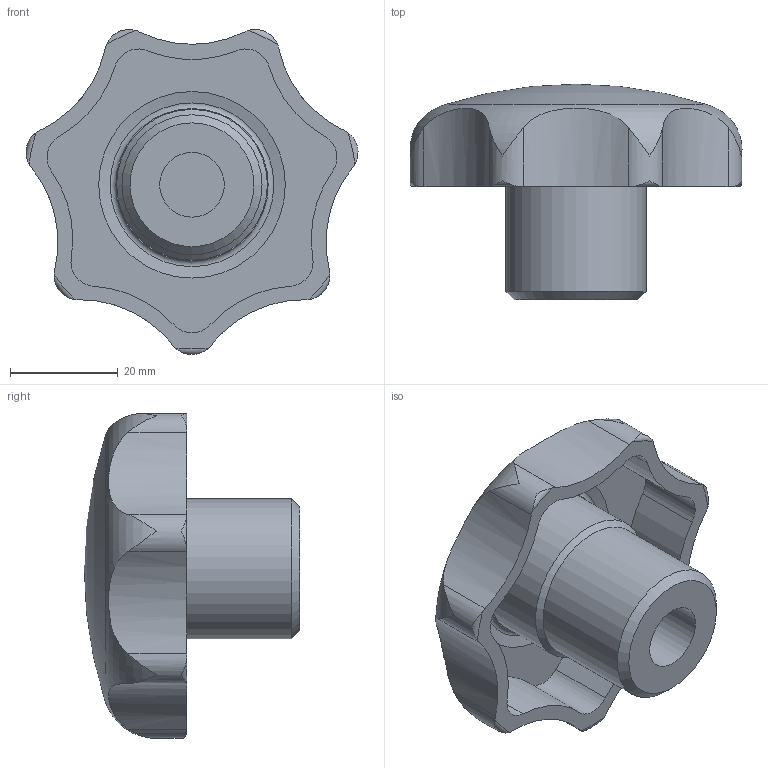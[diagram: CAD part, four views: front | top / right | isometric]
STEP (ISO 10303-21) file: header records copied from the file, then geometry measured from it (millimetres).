
FILE_DESCRIPTION( ( 'STEP AP214' ), '1' );
FILE_NAME( 'K0155.1125_lichtgrau.stp', '2020-11-26T08:57:10', ( '' ), ( '' ), ' ', 'PARTsolutions', ' ' );
FILE_SCHEMA( ( 'AUTOMOTIVE_DESIGN { 1 0 10303 214 1 1 1 1 }' ) );
Length unit declared in the file: millimetre
Products named in the file (1): _K0155.1125_lichtgrau
Bounding box: 61.64 x 40 x 60.32 mm (x, y, z)
Volume: 32143.6 mm3; surface area: 13344 mm2
Topology: 1 solids, 1 shells, 49 faces, 143 edges, 99 vertices
Faces by surface type: cylinder 31, torus 9, plane 5, cone 2, sphere 2
Full cylindrical faces by diameter (mm): 12 x1, 26 x1, 28 x1
Entity records: 2444 total; most frequent: CARTESIAN_POINT 787, DIRECTION 262, ORIENTED_EDGE 260, EDGE_CURVE 130, AXIS2_PLACEMENT_3D 117, VERTEX_POINT 96, CIRCLE 67, EDGE_LOOP 61
